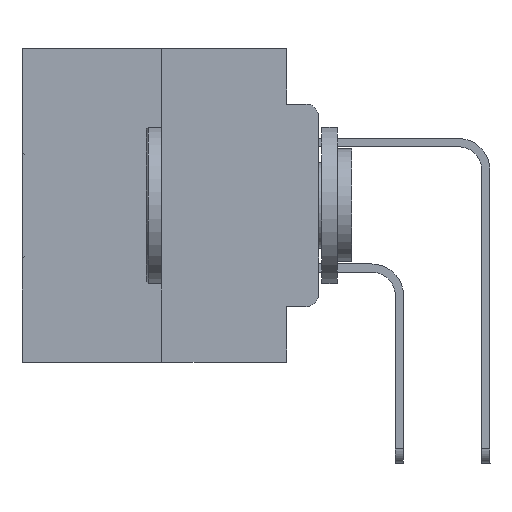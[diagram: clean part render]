
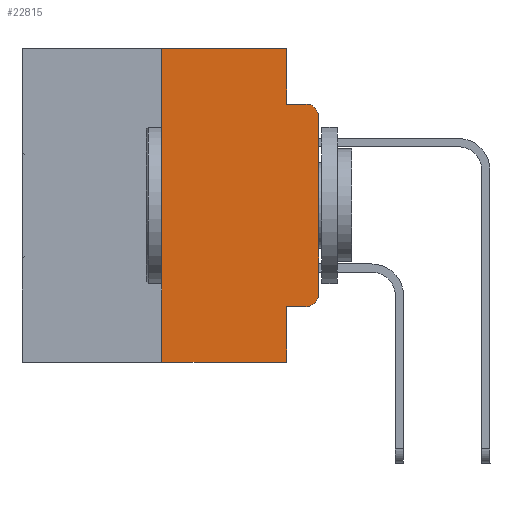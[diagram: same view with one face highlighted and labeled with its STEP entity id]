
A CAD part, left-side view. The second image highlights one B-rep face of the part: STEP entity #22815.
In plain terms, the highlighted planar face has unit normal (-1, 0, 0).
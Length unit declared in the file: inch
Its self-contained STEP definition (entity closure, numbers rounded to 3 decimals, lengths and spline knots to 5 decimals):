
#254 = ORIENTED_EDGE ( 'NONE', *, *, #15783, .T. ) ;
#1068 = AXIS2_PLACEMENT_3D ( 'NONE', #20220, #5252, #22703 ) ;
#1456 = EDGE_CURVE ( 'NONE', #20892, #9923, #19238, .T. ) ;
#2349 = ORIENTED_EDGE ( 'NONE', *, *, #27371, .F. ) ;
#2580 = LINE ( 'NONE', #30512, #11064 ) ;
#3242 = EDGE_CURVE ( 'NONE', #6304, #20892, #17943, .T. ) ;
#3259 = CARTESIAN_POINT ( 'NONE',  ( 0., 0.02, -0.0885 ) ) ;
#3393 = LINE ( 'NONE', #15516, #23414 ) ;
#3403 = DIRECTION ( 'NONE',  ( 0., -1., 0. ) ) ;
#3850 = LINE ( 'NONE', #15229, #29666 ) ;
#4009 = ORIENTED_EDGE ( 'NONE', *, *, #28075, .F. ) ;
#4371 = CARTESIAN_POINT ( 'NONE',  ( 0., 0., -0.3915 ) ) ;
#5213 = AXIS2_PLACEMENT_3D ( 'NONE', #27721, #12904, #30204 ) ;
#5252 = DIRECTION ( 'NONE',  ( -1., 0., 0. ) ) ;
#5657 = DIRECTION ( 'NONE',  ( -1., 0., 0. ) ) ;
#5682 = ORIENTED_EDGE ( 'NONE', *, *, #19083, .F. ) ;
#5895 = CARTESIAN_POINT ( 'NONE',  ( 0., 0.051, -0.4115 ) ) ;
#6042 = DIRECTION ( 'NONE',  ( 0., 0., 1. ) ) ;
#6304 = VERTEX_POINT ( 'NONE', #4371 ) ;
#7393 = CARTESIAN_POINT ( 'NONE',  ( 0., 0., -0.1085 ) ) ;
#7974 = DIRECTION ( 'NONE',  ( 0., 0., -1. ) ) ;
#8042 = FACE_OUTER_BOUND ( 'NONE', #14316, .T. ) ;
#8219 = CARTESIAN_POINT ( 'NONE',  ( 0., 0.473, -0.5 ) ) ;
#8239 = CARTESIAN_POINT ( 'NONE',  ( 0., 0.02, -0.1085 ) ) ;
#9242 = LINE ( 'NONE', #18512, #22426 ) ;
#9421 = VECTOR ( 'NONE', #15737, 39.37008 ) ;
#9923 = VERTEX_POINT ( 'NONE', #3259 ) ;
#10977 = CARTESIAN_POINT ( 'NONE',  ( 0., 0.02, -0.4115 ) ) ;
#11064 = VECTOR ( 'NONE', #15702, 39.37008 ) ;
#12331 = LINE ( 'NONE', #20946, #31273 ) ;
#12904 = DIRECTION ( 'NONE',  ( 1., 0., 0. ) ) ;
#13445 = VERTEX_POINT ( 'NONE', #18162 ) ;
#14316 = EDGE_LOOP ( 'NONE', ( #20876, #15105, #2349, #15899, #4009, #17421, #24788, #5682, #18978, #254 ) ) ;
#14832 = VERTEX_POINT ( 'NONE', #5895 ) ;
#15105 = ORIENTED_EDGE ( 'NONE', *, *, #1456, .T. ) ;
#15134 = AXIS2_PLACEMENT_3D ( 'NONE', #8239, #5657, #20583 ) ;
#15229 = CARTESIAN_POINT ( 'NONE',  ( 0., 0.051, -0.0885 ) ) ;
#15516 = CARTESIAN_POINT ( 'NONE',  ( 0., 0.473, 0. ) ) ;
#15702 = DIRECTION ( 'NONE',  ( 0., 0., -1. ) ) ;
#15737 = DIRECTION ( 'NONE',  ( 0., -1., 0. ) ) ;
#15783 = EDGE_CURVE ( 'NONE', #31882, #6304, #29870, .T. ) ;
#15899 = ORIENTED_EDGE ( 'NONE', *, *, #25762, .F. ) ;
#16078 = LINE ( 'NONE', #8219, #9421 ) ;
#16135 = CARTESIAN_POINT ( 'NONE',  ( 0., 0.051, -0.0885 ) ) ;
#17421 = ORIENTED_EDGE ( 'NONE', *, *, #24061, .F. ) ;
#17423 = EDGE_CURVE ( 'NONE', #14832, #31882, #9242, .T. ) ;
#17782 = CARTESIAN_POINT ( 'NONE',  ( 0., 0.25, -0.5 ) ) ;
#17943 = LINE ( 'NONE', #18354, #25337 ) ;
#17982 = DIRECTION ( 'NONE',  ( 0., -1., 0. ) ) ;
#18162 = CARTESIAN_POINT ( 'NONE',  ( 0., 0.051, 0. ) ) ;
#18354 = CARTESIAN_POINT ( 'NONE',  ( 0., 0., 0. ) ) ;
#18512 = CARTESIAN_POINT ( 'NONE',  ( 0., 0.051, -0.4115 ) ) ;
#18756 = CARTESIAN_POINT ( 'NONE',  ( 0., 0.25, 0. ) ) ;
#18978 = ORIENTED_EDGE ( 'NONE', *, *, #17423, .T. ) ;
#19083 = EDGE_CURVE ( 'NONE', #14832, #20875, #30459, .T. ) ;
#19238 = CIRCLE ( 'NONE', #15134, 0.02 ) ;
#20220 = CARTESIAN_POINT ( 'NONE',  ( 0., 0.02, -0.3915 ) ) ;
#20583 = DIRECTION ( 'NONE',  ( 0., 0., -1. ) ) ;
#20875 = VERTEX_POINT ( 'NONE', #27169 ) ;
#20876 = ORIENTED_EDGE ( 'NONE', *, *, #3242, .T. ) ;
#20892 = VERTEX_POINT ( 'NONE', #7393 ) ;
#20946 = CARTESIAN_POINT ( 'NONE',  ( 0., 0.25, 0. ) ) ;
#22426 = VECTOR ( 'NONE', #3403, 39.37008 ) ;
#22660 = DIRECTION ( 'NONE',  ( 0., -1., 0. ) ) ;
#22703 = DIRECTION ( 'NONE',  ( 0., 0., -1. ) ) ;
#22815 = ADVANCED_FACE ( 'NONE', ( #8042 ), #32516, .F. ) ;
#22831 = CARTESIAN_POINT ( 'NONE',  ( 0., 0.051, 0. ) ) ;
#23322 = DIRECTION ( 'NONE',  ( 0., 0., 1. ) ) ;
#23414 = VECTOR ( 'NONE', #17982, 39.37008 ) ;
#24061 = EDGE_CURVE ( 'NONE', #31071, #29485, #12331, .T. ) ;
#24665 = VECTOR ( 'NONE', #7974, 39.37008 ) ;
#24788 = ORIENTED_EDGE ( 'NONE', *, *, #26189, .T. ) ;
#25337 = VECTOR ( 'NONE', #23322, 39.37008 ) ;
#25762 = EDGE_CURVE ( 'NONE', #13445, #28784, #2580, .T. ) ;
#26189 = EDGE_CURVE ( 'NONE', #31071, #20875, #16078, .T. ) ;
#27169 = CARTESIAN_POINT ( 'NONE',  ( 0., 0.051, -0.5 ) ) ;
#27371 = EDGE_CURVE ( 'NONE', #28784, #9923, #3850, .T. ) ;
#27721 = CARTESIAN_POINT ( 'NONE',  ( 0., 0.473, 0. ) ) ;
#28075 = EDGE_CURVE ( 'NONE', #29485, #13445, #3393, .T. ) ;
#28784 = VERTEX_POINT ( 'NONE', #16135 ) ;
#29485 = VERTEX_POINT ( 'NONE', #18756 ) ;
#29666 = VECTOR ( 'NONE', #22660, 39.37008 ) ;
#29870 = CIRCLE ( 'NONE', #1068, 0.02 ) ;
#30204 = DIRECTION ( 'NONE',  ( 0., 0., -1. ) ) ;
#30459 = LINE ( 'NONE', #22831, #24665 ) ;
#30512 = CARTESIAN_POINT ( 'NONE',  ( 0., 0.051, 0. ) ) ;
#31071 = VERTEX_POINT ( 'NONE', #17782 ) ;
#31273 = VECTOR ( 'NONE', #6042, 39.37008 ) ;
#31882 = VERTEX_POINT ( 'NONE', #10977 ) ;
#32516 = PLANE ( 'NONE',  #5213 ) ;
